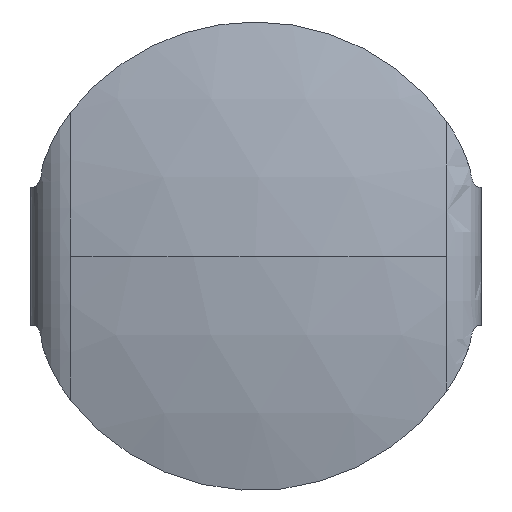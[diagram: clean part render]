
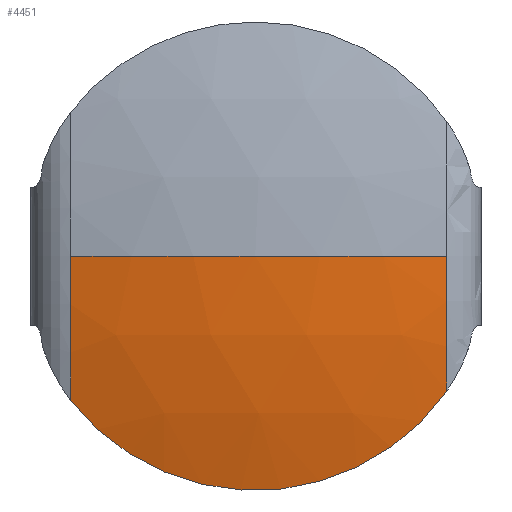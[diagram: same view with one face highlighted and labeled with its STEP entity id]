
A CAD part, left-side view. The second image highlights one B-rep face of the part: STEP entity #4451.
In plain terms, the highlighted spherical face has radius 10.033 mm.
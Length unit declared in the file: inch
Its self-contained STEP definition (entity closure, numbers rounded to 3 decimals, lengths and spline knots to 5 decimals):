
#7 = CARTESIAN_POINT ( 'NONE',  ( -0.27237, -0.08991, -0.06337 ) ) ;
#187 = AXIS2_PLACEMENT_3D ( 'NONE', #5319, #2007, #5922 ) ;
#352 = CARTESIAN_POINT ( 'NONE',  ( 0.107, 0., 0. ) ) ;
#463 = CARTESIAN_POINT ( 'NONE',  ( -0.27837, 0.0867, 0. ) ) ;
#676 = CARTESIAN_POINT ( 'NONE',  ( 0.107, 0., 0. ) ) ;
#750 = CARTESIAN_POINT ( 'NONE',  ( 0.107, -0.08991, 0. ) ) ;
#952 = CIRCLE ( 'NONE', #187, 0.11 ) ;
#998 = AXIS2_PLACEMENT_3D ( 'NONE', #676, #4591, #1266 ) ;
#1266 = DIRECTION ( 'NONE',  ( 1., 0., 0. ) ) ;
#1272 = FACE_OUTER_BOUND ( 'NONE', #6836, .T. ) ;
#1335 = DIRECTION ( 'NONE',  ( 0., 0., 1. ) ) ;
#1586 = ORIENTED_EDGE ( 'NONE', *, *, #6425, .T. ) ;
#1794 = CIRCLE ( 'NONE', #998, 0.395 ) ;
#2007 = DIRECTION ( 'NONE',  ( -1., 0., 0. ) ) ;
#2033 = AXIS2_PLACEMENT_3D ( 'NONE', #352, #3713, #4280 ) ;
#2311 = VERTEX_POINT ( 'NONE', #5525 ) ;
#2450 = DIRECTION ( 'NONE',  ( 0., 0., -1. ) ) ;
#2511 = ORIENTED_EDGE ( 'NONE', *, *, #5296, .T. ) ;
#2995 = CARTESIAN_POINT ( 'NONE',  ( 0.107, 0.0867, 0. ) ) ;
#3177 = CIRCLE ( 'NONE', #7432, 0.395 ) ;
#3185 = VERTEX_POINT ( 'NONE', #463 ) ;
#3537 = VERTEX_POINT ( 'NONE', #5162 ) ;
#3547 = DIRECTION ( 'NONE',  ( 1., 0., 0. ) ) ;
#3713 = DIRECTION ( 'NONE',  ( 0., 0., -1. ) ) ;
#4224 = CARTESIAN_POINT ( 'NONE',  ( -0.27763, -0.08991, 0. ) ) ;
#4280 = DIRECTION ( 'NONE',  ( 0., 1., 0. ) ) ;
#4451 = ADVANCED_FACE ( 'NONE', ( #1272 ), #5351, .T. ) ;
#4591 = DIRECTION ( 'NONE',  ( 0., 0., 1. ) ) ;
#4659 = DIRECTION ( 'NONE',  ( 0., 1., 0. ) ) ;
#4680 = ORIENTED_EDGE ( 'NONE', *, *, #7301, .T. ) ;
#5068 = EDGE_CURVE ( 'NONE', #3185, #3537, #1794, .T. ) ;
#5146 = AXIS2_PLACEMENT_3D ( 'NONE', #2995, #6979, #3547 ) ;
#5162 = CARTESIAN_POINT ( 'NONE',  ( -0.288, 0., 0. ) ) ;
#5286 = EDGE_CURVE ( 'NONE', #5990, #6573, #6204, .T. ) ;
#5296 = EDGE_CURVE ( 'NONE', #6573, #3537, #3177, .T. ) ;
#5319 = CARTESIAN_POINT ( 'NONE',  ( -0.27237, 0., 0. ) ) ;
#5351 = SPHERICAL_SURFACE ( 'NONE', #2033, 0.395 ) ;
#5525 = CARTESIAN_POINT ( 'NONE',  ( -0.27237, 0.0867, -0.0677 ) ) ;
#5658 = ORIENTED_EDGE ( 'NONE', *, *, #5068, .F. ) ;
#5804 = CARTESIAN_POINT ( 'NONE',  ( 0.107, 0., 0. ) ) ;
#5922 = DIRECTION ( 'NONE',  ( 0., 0., 1. ) ) ;
#5990 = VERTEX_POINT ( 'NONE', #7 ) ;
#6204 = CIRCLE ( 'NONE', #6293, 0.38463 ) ;
#6293 = AXIS2_PLACEMENT_3D ( 'NONE', #750, #4659, #1335 ) ;
#6425 = EDGE_CURVE ( 'NONE', #3185, #2311, #7151, .T. ) ;
#6426 = DIRECTION ( 'NONE',  ( 0., 1., 0. ) ) ;
#6573 = VERTEX_POINT ( 'NONE', #4224 ) ;
#6836 = EDGE_LOOP ( 'NONE', ( #6853, #2511, #5658, #1586, #4680 ) ) ;
#6853 = ORIENTED_EDGE ( 'NONE', *, *, #5286, .T. ) ;
#6979 = DIRECTION ( 'NONE',  ( 0., -1., 0. ) ) ;
#7151 = CIRCLE ( 'NONE', #5146, 0.38537 ) ;
#7301 = EDGE_CURVE ( 'NONE', #2311, #5990, #952, .T. ) ;
#7432 = AXIS2_PLACEMENT_3D ( 'NONE', #5804, #2450, #6426 ) ;
